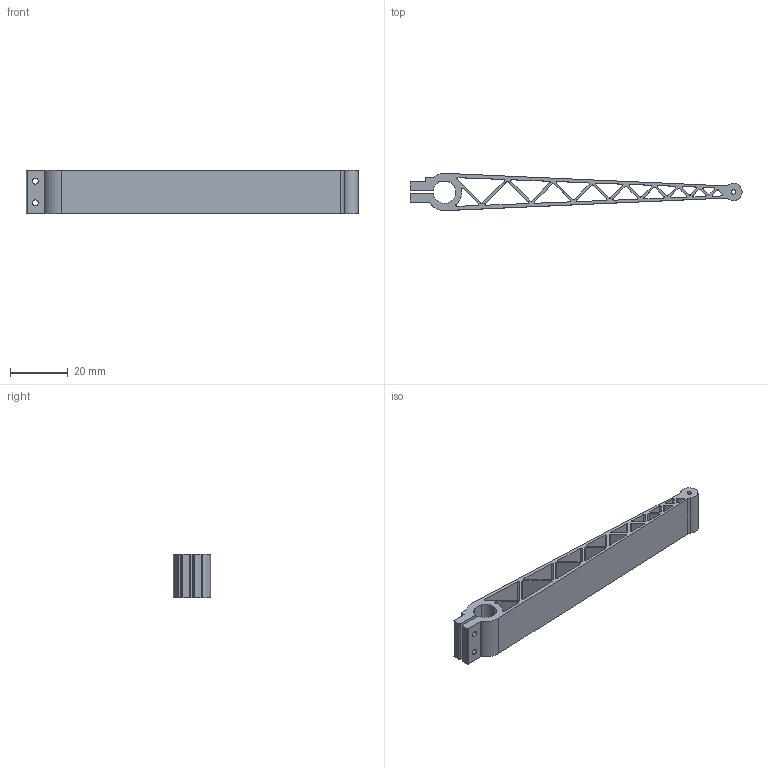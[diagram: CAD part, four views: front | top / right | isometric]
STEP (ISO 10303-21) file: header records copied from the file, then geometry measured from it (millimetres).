
FILE_DESCRIPTION (( 'STEP AP214' ), '1' );
FILE_NAME ('Upper_armPk566AWO_07-03-2013.STEP', '2013-11-18T21:08:23', ( '' ), ( '' ), 'SwSTEP 2.0', 'SolidWorks 2014', '' );
FILE_SCHEMA (( 'AUTOMOTIVE_DESIGN' ));
Length unit declared in the file: millimetre
Products named in the file (1): Upper_armPk566AWO_07-03-2013
Bounding box: 114.92 x 12.89 x 15 mm (x, y, z)
Volume: 6644.2 mm3; surface area: 10833.4 mm2
Topology: 1 solids, 1 shells, 164 faces, 486 edges, 324 vertices
Faces by surface type: cylinder 101, plane 63
Entity records: 5694 total; most frequent: DIRECTION 1018, CARTESIAN_POINT 975, ORIENTED_EDGE 972, EDGE_CURVE 486, AXIS2_PLACEMENT_3D 367, VERTEX_POINT 324, VECTOR 284, LINE 284
